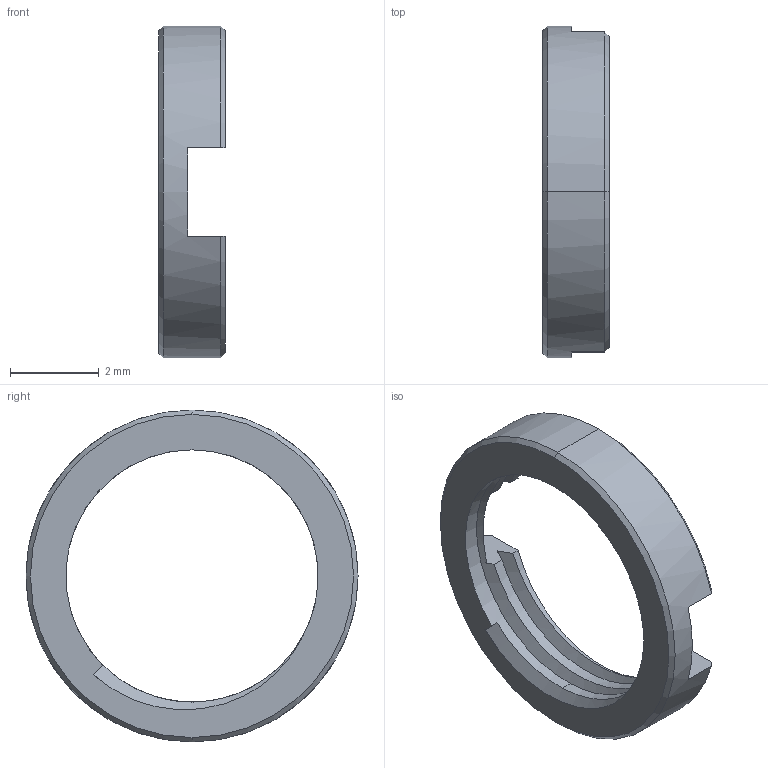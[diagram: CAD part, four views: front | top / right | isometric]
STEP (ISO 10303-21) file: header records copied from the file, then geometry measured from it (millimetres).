
FILE_DESCRIPTION (( 'STEP AP214' ), '1' );
FILE_NAME ('100-052-21.STEP', '2026-03-23T10:32:06', ( '' ), ( '' ), 'SwSTEP 2.0', 'SolidWorks 2025', '' );
FILE_SCHEMA (( 'AUTOMOTIVE_DESIGN' ));
Length unit declared in the file: millimetre
Products named in the file (1): 100-052-21
Bounding box: 1.5 x 7.5 x 7.5 mm (x, y, z)
Volume: 22.6 mm3; surface area: 105.4 mm2
Topology: 1 solids, 1 shells, 33 faces, 92 edges, 60 vertices
Faces by surface type: cylinder 10, plane 10, bspline 8, cone 5
Entity records: 2083 total; most frequent: CARTESIAN_POINT 1327, ORIENTED_EDGE 184, DIRECTION 119, EDGE_CURVE 92, VERTEX_POINT 60, AXIS2_PLACEMENT_3D 44, EDGE_LOOP 34, FACE_OUTER_BOUND 33
